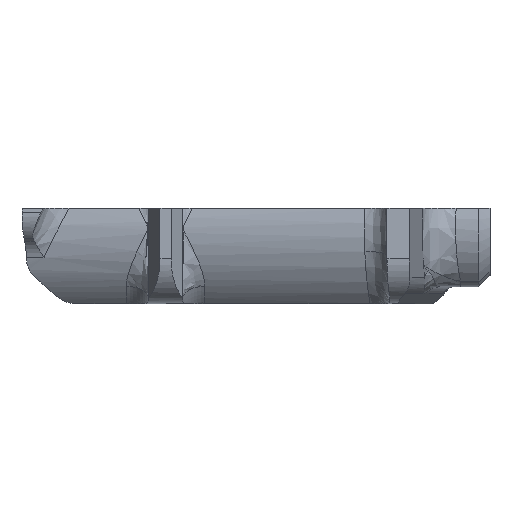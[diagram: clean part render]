
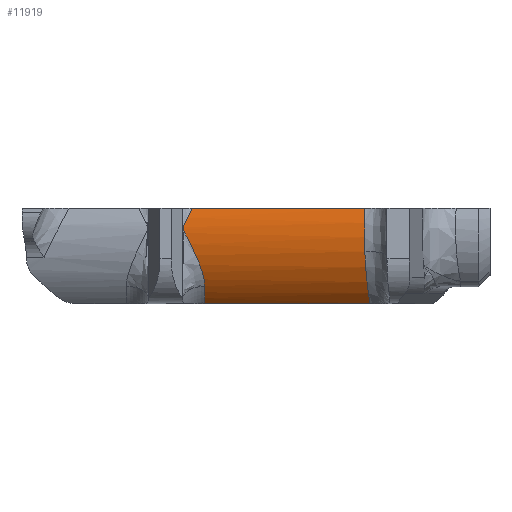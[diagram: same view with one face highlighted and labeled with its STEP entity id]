
A CAD part, left-side view. The second image highlights one B-rep face of the part: STEP entity #11919.
In plain terms, the highlighted cylindrical face has radius 18.19 mm (diameter 36.38 mm), a partial arc.
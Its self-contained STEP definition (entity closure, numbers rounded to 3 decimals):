
#245=CARTESIAN_POINT('',(-5.659,37.224,-0.));
#246=VERTEX_POINT('',#245);
#257=CARTESIAN_POINT('',(-5.659,6.405,0.));
#258=VERTEX_POINT('',#257);
#259=CARTESIAN_POINT('',(-5.659,37.224,0.));
#260=DIRECTION('',(0.,-1.,0.));
#261=VECTOR('',#260,30.819);
#262=LINE('',#259,#261);
#263=EDGE_CURVE('',#246,#258,#262,.T.);
#9146=CARTESIAN_POINT('',(-0.,35.,-17.));
#9147=VERTEX_POINT('',#9146);
#9173=CARTESIAN_POINT('',(-2.721,35.,-13.917));
#9174=VERTEX_POINT('',#9173);
#9175=CARTESIAN_POINT('',(12.191,35.,-3.5));
#9176=DIRECTION('',(0.,1.,0.));
#9177=DIRECTION('',(-1.,0.,0.));
#9178=AXIS2_PLACEMENT_3D('',#9175,#9176,#9177);
#9179=CIRCLE('',#9178,18.19);
#9180=EDGE_CURVE('',#9147,#9174,#9179,.T.);
#9482=CARTESIAN_POINT('',(-5.503,6.383,-7.717));
#9483=VERTEX_POINT('',#9482);
#9491=CARTESIAN_POINT('',(-0.,5.424,-17.));
#9492=VERTEX_POINT('',#9491);
#9493=CARTESIAN_POINT('',(12.191,3.299,-3.5));
#9494=DIRECTION('',(-0.172,-0.985,0.));
#9495=DIRECTION('',(0.985,-0.172,0.));
#9496=AXIS2_PLACEMENT_3D('',#9493,#9494,#9495);
#9497=ELLIPSE('',#9496,18.464,18.19);
#9498=EDGE_CURVE('',#9483,#9492,#9497,.T.);
#11460=CARTESIAN_POINT('',(-2.721,35.,-13.917));
#11461=CARTESIAN_POINT('',(-2.906,35.,-13.652));
#11462=CARTESIAN_POINT('',(-3.084,35.019,-13.382));
#11463=CARTESIAN_POINT('',(-3.253,35.053,-13.11));
#11464=CARTESIAN_POINT('',(-3.422,35.087,-12.838));
#11465=CARTESIAN_POINT('',(-3.584,35.136,-12.563));
#11466=CARTESIAN_POINT('',(-3.737,35.197,-12.285));
#11467=CARTESIAN_POINT('',(-4.044,35.319,-11.729));
#11468=CARTESIAN_POINT('',(-4.32,35.49,-11.158));
#11469=CARTESIAN_POINT('',(-4.561,35.69,-10.587));
#11470=CARTESIAN_POINT('',(-4.803,35.889,-10.017));
#11471=CARTESIAN_POINT('',(-5.011,36.118,-9.444));
#11472=CARTESIAN_POINT('',(-5.189,36.367,-8.867));
#11473=CARTESIAN_POINT('',(-5.367,36.615,-8.29));
#11474=CARTESIAN_POINT('',(-5.515,36.884,-7.708));
#11475=CARTESIAN_POINT('',(-5.635,37.166,-7.121));
#11476=CARTESIAN_POINT('',(-5.694,37.307,-6.828));
#11477=CARTESIAN_POINT('',(-5.747,37.451,-6.532));
#11478=CARTESIAN_POINT('',(-5.792,37.598,-6.237));
#11479=CARTESIAN_POINT('',(-5.837,37.744,-5.942));
#11480=CARTESIAN_POINT('',(-5.874,37.893,-5.646));
#11481=CARTESIAN_POINT('',(-5.904,38.042,-5.351));
#11482=CARTESIAN_POINT('',(-5.935,38.192,-5.055));
#11483=CARTESIAN_POINT('',(-5.958,38.343,-4.759));
#11484=CARTESIAN_POINT('',(-5.973,38.493,-4.462));
#11485=CARTESIAN_POINT('',(-5.981,38.568,-4.314));
#11486=CARTESIAN_POINT('',(-5.987,38.643,-4.165));
#11487=CARTESIAN_POINT('',(-5.991,38.715,-4.015));
#11488=CARTESIAN_POINT('',(-5.994,38.752,-3.94));
#11489=CARTESIAN_POINT('',(-5.995,38.787,-3.865));
#11490=CARTESIAN_POINT('',(-5.996,38.82,-3.79));
#11491=CARTESIAN_POINT('',(-5.997,38.837,-3.752));
#11492=CARTESIAN_POINT('',(-5.998,38.852,-3.714));
#11493=CARTESIAN_POINT('',(-5.998,38.866,-3.675));
#11494=CARTESIAN_POINT('',(-5.998,38.879,-3.636));
#11495=CARTESIAN_POINT('',(-5.999,38.891,-3.596));
#11496=CARTESIAN_POINT('',(-5.999,38.897,-3.556));
#11497=CARTESIAN_POINT('',(-5.999,38.902,-3.516));
#11498=CARTESIAN_POINT('',(-5.999,38.902,-3.476));
#11499=CARTESIAN_POINT('',(-5.999,38.895,-3.436));
#11500=CARTESIAN_POINT('',(-5.999,38.889,-3.396));
#11501=CARTESIAN_POINT('',(-5.998,38.877,-3.356));
#11502=CARTESIAN_POINT('',(-5.998,38.863,-3.318));
#11503=CARTESIAN_POINT('',(-5.997,38.835,-3.24));
#11504=CARTESIAN_POINT('',(-5.996,38.801,-3.165));
#11505=CARTESIAN_POINT('',(-5.994,38.766,-3.091));
#11506=CARTESIAN_POINT('',(-5.991,38.696,-2.941));
#11507=CARTESIAN_POINT('',(-5.986,38.621,-2.793));
#11508=CARTESIAN_POINT('',(-5.979,38.547,-2.645));
#11509=CARTESIAN_POINT('',(-5.965,38.398,-2.349));
#11510=CARTESIAN_POINT('',(-5.944,38.247,-2.054));
#11511=CARTESIAN_POINT('',(-5.915,38.098,-1.759));
#11512=CARTESIAN_POINT('',(-5.887,37.948,-1.464));
#11513=CARTESIAN_POINT('',(-5.851,37.8,-1.169));
#11514=CARTESIAN_POINT('',(-5.809,37.654,-0.876));
#11515=CARTESIAN_POINT('',(-5.766,37.508,-0.583));
#11516=CARTESIAN_POINT('',(-5.716,37.364,-0.291));
#11517=CARTESIAN_POINT('',(-5.659,37.224,-0.));
#11518=B_SPLINE_CURVE_WITH_KNOTS('',3,(#11460,#11461,#11462,#11463,#11464,#11465,#11466,#11467,#11468,#11469,#11470,#11471,#11472,#11473,#11474,#11475,#11476,#11477,#11478,#11479,#11480,#11481,#11482,#11483,#11484,#11485,
#11486,#11487,#11488,#11489,#11490,#11491,#11492,#11493,#11494,#11495,#11496,#11497,#11498,#11499,#11500,#11501,#11502,#11503,#11504,#11505,#11506,#11507,#11508,#11509,#11510,
#11511,#11512,#11513,#11514,#11515,#11516,#11517),.UNSPECIFIED.,.F.,.F.,(4,3,3,3,3,3,3,3,3,3,3,3,3,3,3,3,3,3,3,4),(0.018,0.019,0.02,0.022,0.025,0.027,0.028,0.029,0.03,0.031,0.031,0.032,0.032,0.032,0.032,0.032,0.033,0.034,0.035,0.036),.UNSPECIFIED.);
#11519=EDGE_CURVE('',#9174,#246,#11518,.T.);
#11814=CARTESIAN_POINT('',(-5.659,6.405,-0.));
#11815=CARTESIAN_POINT('',(-5.784,6.42,-0.637));
#11816=CARTESIAN_POINT('',(-5.874,6.422,-1.278));
#11817=CARTESIAN_POINT('',(-5.93,6.423,-1.921));
#11818=CARTESIAN_POINT('',(-5.986,6.423,-2.564));
#11819=CARTESIAN_POINT('',(-6.008,6.423,-3.211));
#11820=CARTESIAN_POINT('',(-5.995,6.423,-3.86));
#11821=CARTESIAN_POINT('',(-5.982,6.423,-4.509));
#11822=CARTESIAN_POINT('',(-5.934,6.424,-5.165));
#11823=CARTESIAN_POINT('',(-5.852,6.42,-5.81));
#11824=CARTESIAN_POINT('',(-5.769,6.417,-6.455));
#11825=CARTESIAN_POINT('',(-5.653,6.409,-7.091));
#11826=CARTESIAN_POINT('',(-5.503,6.383,-7.717));
#11827=B_SPLINE_CURVE_WITH_KNOTS('',3,(#11814,#11815,#11816,#11817,#11818,#11819,#11820,#11821,#11822,#11823,#11824,#11825,#11826),.UNSPECIFIED.,.F.,.F.,(4,3,3,3,4),(0.011,0.013,0.016,0.018,0.021),.UNSPECIFIED.);
#11828=EDGE_CURVE('',#258,#9483,#11827,.T.);
#11901=CARTESIAN_POINT('',(12.191,68.,-3.5));
#11902=DIRECTION('',(0.,-1.,0.));
#11903=DIRECTION('',(0.,0.,-1.));
#11904=AXIS2_PLACEMENT_3D('',#11901,#11902,#11903);
#11905=CYLINDRICAL_SURFACE('',#11904,18.19);
#11906=ORIENTED_EDGE('',*,*,#11519,.F.);
#11907=ORIENTED_EDGE('',*,*,#9180,.F.);
#11908=CARTESIAN_POINT('',(-0.,35.,-17.));
#11909=DIRECTION('',(0.,-1.,0.));
#11910=VECTOR('',#11909,29.576);
#11911=LINE('',#11908,#11910);
#11912=EDGE_CURVE('',#9147,#9492,#11911,.T.);
#11913=ORIENTED_EDGE('',*,*,#11912,.T.);
#11914=ORIENTED_EDGE('',*,*,#9498,.F.);
#11915=ORIENTED_EDGE('',*,*,#11828,.F.);
#11916=ORIENTED_EDGE('',*,*,#263,.F.);
#11917=EDGE_LOOP('',(#11906,#11907,#11913,#11914,#11915,#11916));
#11918=FACE_BOUND('',#11917,.T.);
#11919=ADVANCED_FACE('',(#11918),#11905,.T.);
